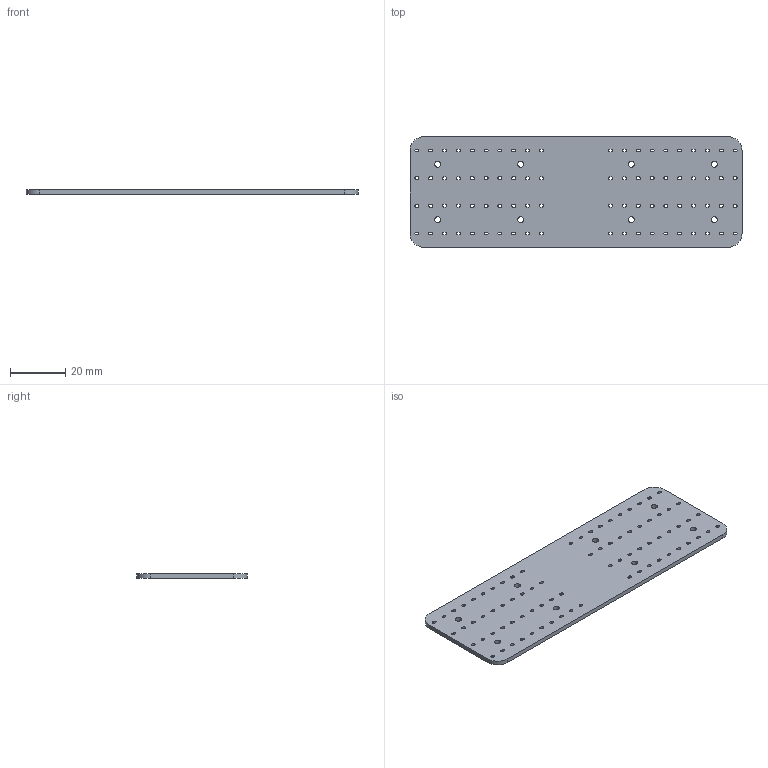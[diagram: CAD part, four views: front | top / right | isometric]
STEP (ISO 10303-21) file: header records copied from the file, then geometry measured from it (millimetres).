
FILE_DESCRIPTION(('KiCad electronic assembly'),'2;1');
FILE_NAME('buinchiez40.step','2023-10-08T20:28:53',('Pcbnew'),('Kicad'), 'Open CASCADE STEP processor 7.6','KiCad to STEP converter','Unknown' );
FILE_SCHEMA(('AUTOMOTIVE_DESIGN { 1 0 10303 214 1 1 1 1 }'));
Length unit declared in the file: millimetre
Products named in the file (2): buinchiez40 1; buinchiez40 PCB
Assembly tree (1 placements, depth 2):
  buinchiez40 1
    buinchiez40 PCB
Bounding box: 120 x 40 x 1.6 mm (x, y, z)
Volume: 7432.5 mm3; surface area: 10407.5 mm2
Topology: 1 solids, 1 shells, 338 faces, 1008 edges, 672 vertices
Faces by surface type: cylinder 172, plane 166
Full cylindrical faces by diameter (mm): 2.2 x8
Entity records: 25991 total; most frequent: CARTESIAN_POINT 6100, DIRECTION 3704, LINE 2336, VECTOR 2336, ORIENTED_EDGE 2016, PCURVE 2016, DEFINITIONAL_REPRESENTATION 2016, EDGE_CURVE 1008
